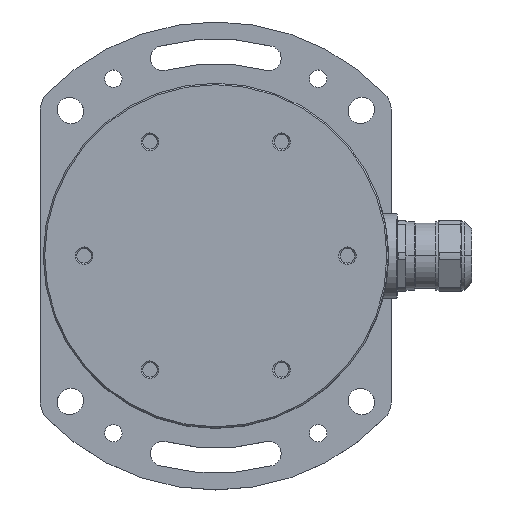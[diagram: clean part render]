
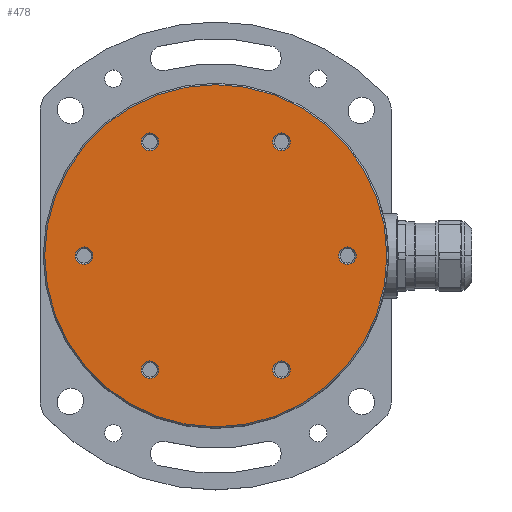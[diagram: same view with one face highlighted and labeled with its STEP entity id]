
A CAD part, top view. The second image highlights one B-rep face of the part: STEP entity #478.
In plain terms, the highlighted planar face has unit normal (0, 0, 1).
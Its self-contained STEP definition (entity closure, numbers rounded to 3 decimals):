
#89=FACE_BOUND('',#1020,.F.);
#90=FACE_BOUND('',#1021,.F.);
#91=FACE_BOUND('',#1022,.F.);
#92=FACE_BOUND('',#1023,.F.);
#93=FACE_BOUND('',#1024,.F.);
#94=FACE_BOUND('',#1025,.F.);
#151=PLANE('',#4575);
#478=ADVANCED_FACE('',(#89,#90,#91,#92,#93,#94,#727),#151,.T.);
#727=FACE_OUTER_BOUND('',#1026,.F.);
#1020=EDGE_LOOP('',(#1993,#1994));
#1021=EDGE_LOOP('',(#1995,#1996));
#1022=EDGE_LOOP('',(#1997,#1998));
#1023=EDGE_LOOP('',(#1999,#2000));
#1024=EDGE_LOOP('',(#2001,#2002));
#1025=EDGE_LOOP('',(#2003,#2004));
#1026=EDGE_LOOP('',(#2005,#2006));
#1993=ORIENTED_EDGE('',*,*,#3296,.T.);
#1994=ORIENTED_EDGE('',*,*,#3298,.T.);
#1995=ORIENTED_EDGE('',*,*,#3276,.T.);
#1996=ORIENTED_EDGE('',*,*,#3278,.T.);
#1997=ORIENTED_EDGE('',*,*,#3256,.T.);
#1998=ORIENTED_EDGE('',*,*,#3258,.T.);
#1999=ORIENTED_EDGE('',*,*,#3266,.T.);
#2000=ORIENTED_EDGE('',*,*,#3268,.T.);
#2001=ORIENTED_EDGE('',*,*,#3286,.T.);
#2002=ORIENTED_EDGE('',*,*,#3288,.T.);
#2003=ORIENTED_EDGE('',*,*,#3306,.T.);
#2004=ORIENTED_EDGE('',*,*,#3308,.T.);
#2005=ORIENTED_EDGE('',*,*,#3240,.F.);
#2006=ORIENTED_EDGE('',*,*,#3242,.F.);
#3240=EDGE_CURVE('',#3978,#3980,#3594,.T.);
#3242=EDGE_CURVE('',#3980,#3978,#3596,.T.);
#3256=EDGE_CURVE('',#3968,#3969,#3605,.T.);
#3258=EDGE_CURVE('',#3969,#3968,#3606,.T.);
#3266=EDGE_CURVE('',#3962,#3963,#3611,.T.);
#3268=EDGE_CURVE('',#3963,#3962,#3612,.T.);
#3276=EDGE_CURVE('',#3956,#3957,#3617,.T.);
#3278=EDGE_CURVE('',#3957,#3956,#3618,.T.);
#3286=EDGE_CURVE('',#3950,#3951,#3623,.T.);
#3288=EDGE_CURVE('',#3951,#3950,#3624,.T.);
#3296=EDGE_CURVE('',#3944,#3945,#3629,.T.);
#3298=EDGE_CURVE('',#3945,#3944,#3630,.T.);
#3306=EDGE_CURVE('',#3938,#3939,#3635,.T.);
#3308=EDGE_CURVE('',#3939,#3938,#3636,.T.);
#3594=CIRCLE('',#4523,58.5);
#3596=CIRCLE('',#4525,58.5);
#3605=CIRCLE('',#4534,3.);
#3606=CIRCLE('',#4535,3.);
#3611=CIRCLE('',#4540,3.);
#3612=CIRCLE('',#4541,3.);
#3617=CIRCLE('',#4546,3.);
#3618=CIRCLE('',#4547,3.);
#3623=CIRCLE('',#4552,3.);
#3624=CIRCLE('',#4553,3.);
#3629=CIRCLE('',#4558,3.);
#3630=CIRCLE('',#4559,3.);
#3635=CIRCLE('',#4564,3.);
#3636=CIRCLE('',#4565,3.);
#3938=VERTEX_POINT('',#7177);
#3939=VERTEX_POINT('',#7178);
#3944=VERTEX_POINT('',#7183);
#3945=VERTEX_POINT('',#7184);
#3950=VERTEX_POINT('',#7189);
#3951=VERTEX_POINT('',#7190);
#3956=VERTEX_POINT('',#7195);
#3957=VERTEX_POINT('',#7196);
#3962=VERTEX_POINT('',#7201);
#3963=VERTEX_POINT('',#7202);
#3968=VERTEX_POINT('',#7207);
#3969=VERTEX_POINT('',#7208);
#3978=VERTEX_POINT('',#7217);
#3980=VERTEX_POINT('',#7219);
#4523=AXIS2_PLACEMENT_3D('',#7252,#5709,#5710);
#4525=AXIS2_PLACEMENT_3D('',#7254,#5713,#5714);
#4534=AXIS2_PLACEMENT_3D('',#7268,#5736,#5737);
#4535=AXIS2_PLACEMENT_3D('',#7270,#5739,#5740);
#4540=AXIS2_PLACEMENT_3D('',#7278,#5752,#5753);
#4541=AXIS2_PLACEMENT_3D('',#7280,#5755,#5756);
#4546=AXIS2_PLACEMENT_3D('',#7288,#5768,#5769);
#4547=AXIS2_PLACEMENT_3D('',#7290,#5771,#5772);
#4552=AXIS2_PLACEMENT_3D('',#7298,#5784,#5785);
#4553=AXIS2_PLACEMENT_3D('',#7300,#5787,#5788);
#4558=AXIS2_PLACEMENT_3D('',#7308,#5800,#5801);
#4559=AXIS2_PLACEMENT_3D('',#7310,#5803,#5804);
#4564=AXIS2_PLACEMENT_3D('',#7318,#5816,#5817);
#4565=AXIS2_PLACEMENT_3D('',#7320,#5819,#5820);
#4575=AXIS2_PLACEMENT_3D('',#7334,#5843,#5844);
#5709=DIRECTION('',(0.,0.,1.));
#5710=DIRECTION('',(1.,0.,0.));
#5713=DIRECTION('',(0.,0.,1.));
#5714=DIRECTION('',(-1.,0.,0.));
#5736=DIRECTION('',(0.,0.,1.));
#5737=DIRECTION('',(-1.,0.,0.));
#5739=DIRECTION('',(0.,0.,1.));
#5740=DIRECTION('',(1.,0.,0.));
#5752=DIRECTION('',(0.,0.,1.));
#5753=DIRECTION('',(-0.5,-0.866,0.));
#5755=DIRECTION('',(0.,0.,1.));
#5756=DIRECTION('',(0.5,0.866,0.));
#5768=DIRECTION('',(0.,0.,1.));
#5769=DIRECTION('',(-0.5,0.866,0.));
#5771=DIRECTION('',(0.,0.,1.));
#5772=DIRECTION('',(0.5,-0.866,0.));
#5784=DIRECTION('',(0.,0.,1.));
#5785=DIRECTION('',(0.5,0.866,0.));
#5787=DIRECTION('',(0.,0.,1.));
#5788=DIRECTION('',(-0.5,-0.866,0.));
#5800=DIRECTION('',(0.,0.,1.));
#5801=DIRECTION('',(1.,0.,0.));
#5803=DIRECTION('',(0.,0.,1.));
#5804=DIRECTION('',(-1.,0.,0.));
#5816=DIRECTION('',(0.,0.,1.));
#5817=DIRECTION('',(0.5,-0.866,0.));
#5819=DIRECTION('',(0.,0.,1.));
#5820=DIRECTION('',(-0.5,0.866,0.));
#5843=DIRECTION('',(0.,0.,1.));
#5844=DIRECTION('',(1.,0.,0.));
#7177=CARTESIAN_POINT('',(84.,38.431,53.2));
#7178=CARTESIAN_POINT('',(81.,43.627,53.2));
#7183=CARTESIAN_POINT('',(108.,80.,53.2));
#7184=CARTESIAN_POINT('',(102.,80.,53.2));
#7189=CARTESIAN_POINT('',(84.,121.569,53.2));
#7190=CARTESIAN_POINT('',(81.,116.373,53.2));
#7195=CARTESIAN_POINT('',(36.,121.569,53.2));
#7196=CARTESIAN_POINT('',(39.,116.373,53.2));
#7201=CARTESIAN_POINT('',(36.,38.431,53.2));
#7202=CARTESIAN_POINT('',(39.,43.627,53.2));
#7207=CARTESIAN_POINT('',(12.,80.,53.2));
#7208=CARTESIAN_POINT('',(18.,80.,53.2));
#7217=CARTESIAN_POINT('',(118.5,80.,53.2));
#7219=CARTESIAN_POINT('',(1.5,80.,53.2));
#7252=CARTESIAN_POINT('',(60.,80.,53.2));
#7254=CARTESIAN_POINT('',(60.,80.,53.2));
#7268=CARTESIAN_POINT('',(15.,80.,53.2));
#7270=CARTESIAN_POINT('',(15.,80.,53.2));
#7278=CARTESIAN_POINT('',(37.5,41.029,53.2));
#7280=CARTESIAN_POINT('',(37.5,41.029,53.2));
#7288=CARTESIAN_POINT('',(37.5,118.971,53.2));
#7290=CARTESIAN_POINT('',(37.5,118.971,53.2));
#7298=CARTESIAN_POINT('',(82.5,118.971,53.2));
#7300=CARTESIAN_POINT('',(82.5,118.971,53.2));
#7308=CARTESIAN_POINT('',(105.,80.,53.2));
#7310=CARTESIAN_POINT('',(105.,80.,53.2));
#7318=CARTESIAN_POINT('',(82.5,41.029,53.2));
#7320=CARTESIAN_POINT('',(82.5,41.029,53.2));
#7334=CARTESIAN_POINT('',(-4.35,15.65,53.2));
